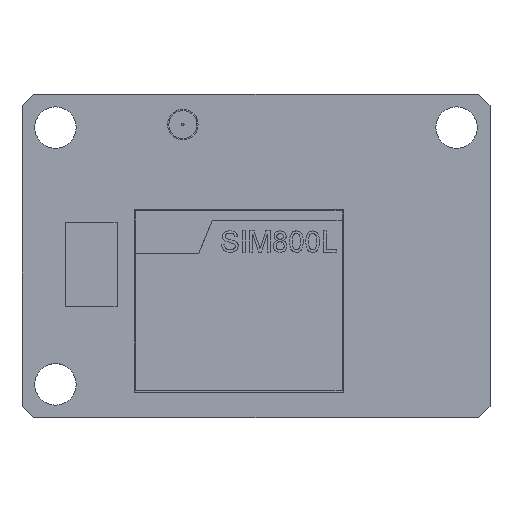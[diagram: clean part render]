
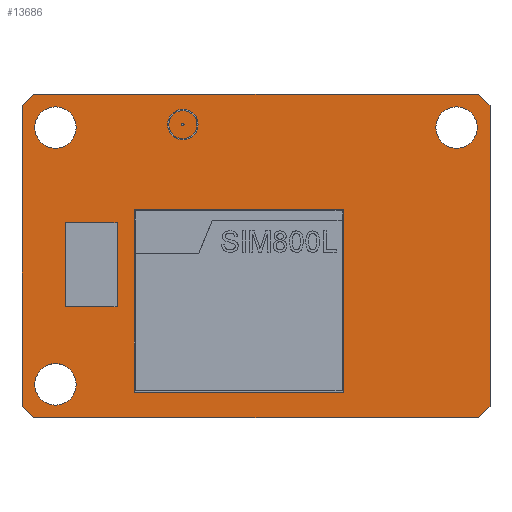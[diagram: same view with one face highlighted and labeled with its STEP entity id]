
A CAD part, top view. The second image highlights one B-rep face of the part: STEP entity #13686.
In plain terms, the highlighted planar face has unit normal (0, 0, 1).
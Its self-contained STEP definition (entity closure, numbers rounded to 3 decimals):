
#68=CIRCLE('',#14304,1.765);
#69=CIRCLE('',#14305,1.765);
#70=CIRCLE('',#14306,1.765);
#163=FACE_BOUND('',#2177,.T.);
#164=FACE_BOUND('',#2178,.T.);
#165=FACE_BOUND('',#2179,.T.);
#1414=FACE_OUTER_BOUND('',#2176,.T.);
#2176=EDGE_LOOP('',(#11063,#11064,#11065,#11066,#11067,#11068,#11069,#11070));
#2177=EDGE_LOOP('',(#11071));
#2178=EDGE_LOOP('',(#11072));
#2179=EDGE_LOOP('',(#11073));
#3507=LINE('',#28828,#4980);
#3511=LINE('',#28837,#4984);
#3515=LINE('',#28846,#4988);
#3519=LINE('',#28855,#4992);
#3524=LINE('',#28863,#4997);
#3526=LINE('',#28866,#4999);
#3528=LINE('',#28869,#5001);
#3529=LINE('',#28871,#5002);
#4980=VECTOR('',#16267,1000.);
#4984=VECTOR('',#16273,1000.);
#4988=VECTOR('',#16279,1000.);
#4992=VECTOR('',#16285,1000.);
#4997=VECTOR('',#16292,1000.);
#4999=VECTOR('',#16296,1000.);
#5001=VECTOR('',#16300,1000.);
#5002=VECTOR('',#16303,1000.);
#6327=VERTEX_POINT('',#28826);
#6328=VERTEX_POINT('',#28827);
#6331=VERTEX_POINT('',#28835);
#6332=VERTEX_POINT('',#28836);
#6335=VERTEX_POINT('',#28844);
#6336=VERTEX_POINT('',#28845);
#6339=VERTEX_POINT('',#28853);
#6340=VERTEX_POINT('',#28854);
#6343=VERTEX_POINT('',#28874);
#6344=VERTEX_POINT('',#28876);
#6345=VERTEX_POINT('',#28878);
#8089=EDGE_CURVE('',#6327,#6328,#3507,.T.);
#8093=EDGE_CURVE('',#6331,#6332,#3511,.T.);
#8097=EDGE_CURVE('',#6335,#6336,#3515,.T.);
#8101=EDGE_CURVE('',#6339,#6340,#3519,.T.);
#8106=EDGE_CURVE('',#6336,#6339,#3524,.T.);
#8108=EDGE_CURVE('',#6332,#6335,#3526,.T.);
#8110=EDGE_CURVE('',#6328,#6331,#3528,.T.);
#8111=EDGE_CURVE('',#6340,#6327,#3529,.T.);
#8113=EDGE_CURVE('',#6343,#6343,#68,.T.);
#8114=EDGE_CURVE('',#6344,#6344,#69,.T.);
#8115=EDGE_CURVE('',#6345,#6345,#70,.T.);
#11063=ORIENTED_EDGE('',*,*,#8106,.T.);
#11064=ORIENTED_EDGE('',*,*,#8101,.T.);
#11065=ORIENTED_EDGE('',*,*,#8111,.T.);
#11066=ORIENTED_EDGE('',*,*,#8089,.T.);
#11067=ORIENTED_EDGE('',*,*,#8110,.T.);
#11068=ORIENTED_EDGE('',*,*,#8093,.T.);
#11069=ORIENTED_EDGE('',*,*,#8108,.T.);
#11070=ORIENTED_EDGE('',*,*,#8097,.T.);
#11071=ORIENTED_EDGE('',*,*,#8113,.F.);
#11072=ORIENTED_EDGE('',*,*,#8114,.F.);
#11073=ORIENTED_EDGE('',*,*,#8115,.F.);
#13030=PLANE('',#14303);
#13686=ADVANCED_FACE('',(#1414,#163,#164,#165),#13030,.T.);
#14303=AXIS2_PLACEMENT_3D('',#28873,#16305,#16306);
#14304=AXIS2_PLACEMENT_3D('',#28875,#16307,#16308);
#14305=AXIS2_PLACEMENT_3D('',#28877,#16309,#16310);
#14306=AXIS2_PLACEMENT_3D('',#28879,#16311,#16312);
#16267=DIRECTION('',(-0.707,0.707,0.));
#16273=DIRECTION('',(-0.707,-0.707,0.));
#16279=DIRECTION('',(0.707,-0.707,0.));
#16285=DIRECTION('',(0.707,0.707,0.));
#16292=DIRECTION('',(1.,0.,0.));
#16296=DIRECTION('',(0.,-1.,0.));
#16300=DIRECTION('',(-1.,0.,0.));
#16303=DIRECTION('',(0.,1.,0.));
#16305=DIRECTION('center_axis',(0.,0.,1.));
#16306=DIRECTION('ref_axis',(1.,0.,0.));
#16307=DIRECTION('center_axis',(0.,0.,1.));
#16308=DIRECTION('ref_axis',(1.,0.,0.));
#16309=DIRECTION('center_axis',(0.,0.,1.));
#16310=DIRECTION('ref_axis',(1.,0.,0.));
#16311=DIRECTION('center_axis',(0.,0.,1.));
#16312=DIRECTION('ref_axis',(1.,0.,0.));
#28826=CARTESIAN_POINT('',(19.925,12.785,1.6));
#28827=CARTESIAN_POINT('',(18.925,13.785,1.6));
#28828=CARTESIAN_POINT('',(16.355,16.355,1.6));
#28835=CARTESIAN_POINT('',(-18.925,13.785,1.6));
#28836=CARTESIAN_POINT('',(-19.925,12.785,1.6));
#28837=CARTESIAN_POINT('',(-16.355,16.355,1.6));
#28844=CARTESIAN_POINT('',(-19.925,-12.785,1.6));
#28845=CARTESIAN_POINT('',(-18.925,-13.785,1.6));
#28846=CARTESIAN_POINT('',(-16.355,-16.355,1.6));
#28853=CARTESIAN_POINT('',(18.925,-13.785,1.6));
#28854=CARTESIAN_POINT('',(19.925,-12.785,1.6));
#28855=CARTESIAN_POINT('',(16.355,-16.355,1.6));
#28863=CARTESIAN_POINT('',(-19.925,-13.785,1.6));
#28866=CARTESIAN_POINT('',(-19.925,13.785,1.6));
#28869=CARTESIAN_POINT('',(-19.925,13.785,1.6));
#28871=CARTESIAN_POINT('',(19.925,13.785,1.6));
#28873=CARTESIAN_POINT('Origin',(0.,0.,1.6));
#28874=CARTESIAN_POINT('',(18.84,10.935,1.6));
#28875=CARTESIAN_POINT('Origin',(17.075,10.935,1.6));
#28876=CARTESIAN_POINT('',(-15.31,-10.935,1.6));
#28877=CARTESIAN_POINT('Origin',(-17.075,-10.935,1.6));
#28878=CARTESIAN_POINT('',(-15.31,10.935,1.6));
#28879=CARTESIAN_POINT('Origin',(-17.075,10.935,1.6));
